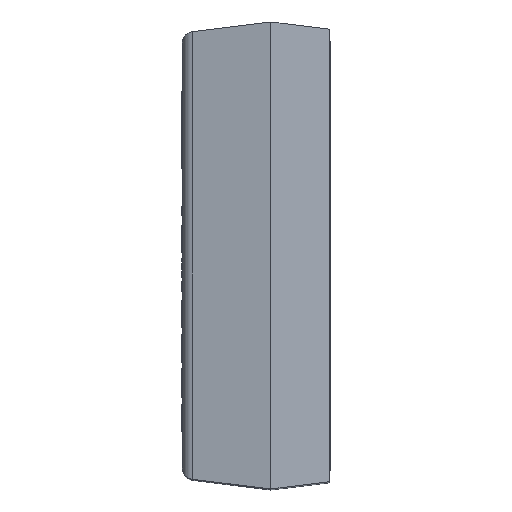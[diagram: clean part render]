
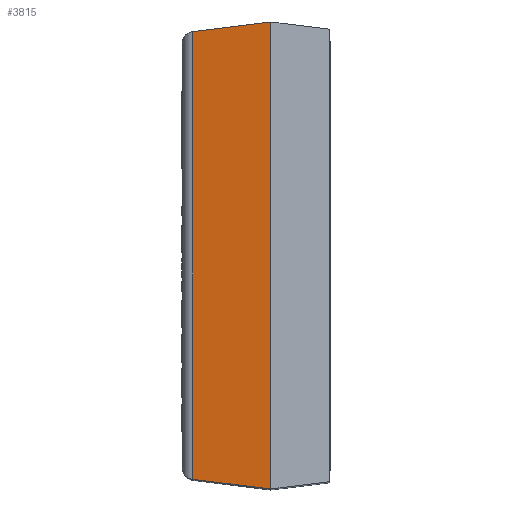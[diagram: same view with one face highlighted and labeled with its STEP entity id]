
A CAD part, top view. The second image highlights one B-rep face of the part: STEP entity #3815.
In plain terms, the highlighted planar face has unit normal (-0.122, 0, 0.993).
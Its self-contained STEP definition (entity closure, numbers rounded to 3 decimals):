
#305=FACE_OUTER_BOUND('',#535,.T.);
#535=EDGE_LOOP('',(#2598,#2599,#2600,#2601));
#806=LINE('',#5306,#1198);
#809=LINE('',#5315,#1201);
#812=LINE('',#5321,#1204);
#813=LINE('',#5322,#1205);
#1198=VECTOR('',#4420,1.);
#1201=VECTOR('',#4429,1.);
#1204=VECTOR('',#4434,1.);
#1205=VECTOR('',#4435,1.);
#1578=VERTEX_POINT('',#5293);
#1583=VERTEX_POINT('',#5304);
#1586=VERTEX_POINT('',#5314);
#1588=VERTEX_POINT('',#5320);
#1978=EDGE_CURVE('',#1583,#1578,#806,.T.);
#1982=EDGE_CURVE('',#1586,#1578,#809,.F.);
#1985=EDGE_CURVE('',#1588,#1583,#812,.T.);
#1986=EDGE_CURVE('',#1586,#1588,#813,.T.);
#2598=ORIENTED_EDGE('',*,*,#1978,.F.);
#2599=ORIENTED_EDGE('',*,*,#1985,.F.);
#2600=ORIENTED_EDGE('',*,*,#1986,.F.);
#2601=ORIENTED_EDGE('',*,*,#1982,.T.);
#3619=PLANE('',#4078);
#3815=ADVANCED_FACE('',(#305),#3619,.T.);
#4078=AXIS2_PLACEMENT_3D('',#5319,#4432,#4433);
#4420=DIRECTION('',(0.,1.,0.));
#4429=DIRECTION('',(0.985,0.121,0.121));
#4432=DIRECTION('center_axis',(-0.122,0.,
0.993));
#4433=DIRECTION('ref_axis',(0.,1.,0.));
#4434=DIRECTION('',(-0.985,0.121,-0.121));
#4435=DIRECTION('',(0.,-1.,0.));
#5293=CARTESIAN_POINT('',(-1.926,7.575,25.075));
#5304=CARTESIAN_POINT('',(-1.926,-7.575,25.075));
#5306=CARTESIAN_POINT('',(-1.926,-3.95,25.075));
#5314=CARTESIAN_POINT('',(0.723,7.9,25.4));
#5315=CARTESIAN_POINT('',(-0.219,7.784,25.284));
#5319=CARTESIAN_POINT('Origin',(0.723,-7.9,25.4));
#5320=CARTESIAN_POINT('',(0.723,-7.9,25.4));
#5321=CARTESIAN_POINT('',(-0.535,-7.746,25.246));
#5322=CARTESIAN_POINT('',(0.723,7.9,25.4));
